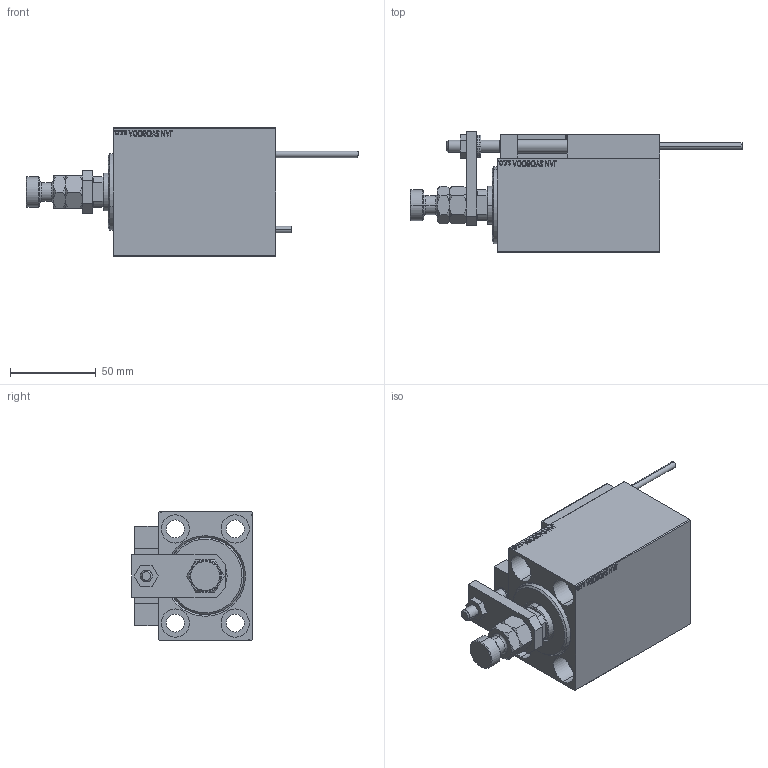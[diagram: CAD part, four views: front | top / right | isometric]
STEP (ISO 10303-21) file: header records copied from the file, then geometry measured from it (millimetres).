
FILE_DESCRIPTION (( 'STEP AP203' ), '1' );
FILE_NAME ('bf4e.STEP', '2022-04-16T23:14:08', ( '' ), ( '' ), 'SwSTEP 2.0', 'SolidWorks 2019', '' );
FILE_SCHEMA (( 'CONFIG_CONTROL_DESIGN' ));
Length unit declared in the file: millimetre
Products named in the file (16): ALLEN BOLT D8 6b8e5e2fd138c8e5a3081240e923d285; V450CM_VC_B 6b8e5e2fd138c8e5a3081240e923d285; SWITCH_X_FRONT_BACK 6b8e5e2fd138c8e5a3081240e923d285; ALLEN BOLT D5 6b8e5e2fd138c8e5a3081240e923d285; KONCOVKA 6b8e5e2fd138c8e5a3081240e923d285; Block 6b8e5e2fd138c8e5a3081240e923d285; V450CM_C_VCP 6b8e5e2fd138c8e5a3081240e923d285; MAGNET 6b8e5e2fd138c8e5a3081240e923d285; SWITCH DIM B,W 6b8e5e2fd138c8e5a3081240e923d285; X_Y_MFA 6b8e5e2fd138c8e5a3081240e923d285; NUT_D12 6b8e5e2fd138c8e5a3081240e923d285; ZARAZKA 6b8e5e2fd138c8e5a3081240e923d285; TYC_L79 6b8e5e2fd138c8e5a3081240e923d285; bf4e; V450CM_C_Body 6b8e5e2fd138c8e5a3081240e923d285; SWITCH X 6b8e5e2fd138c8e5a3081240e923d285
Assembly tree (25 placements, depth 3):
  bf4e
    V450CM_C_Body 6b8e5e2fd138c8e5a3081240e923d285
    SWITCH X 6b8e5e2fd138c8e5a3081240e923d285
      SWITCH_X_FRONT_BACK 6b8e5e2fd138c8e5a3081240e923d285  x2
      TYC_L79 6b8e5e2fd138c8e5a3081240e923d285
      Block 6b8e5e2fd138c8e5a3081240e923d285  x2
      ALLEN BOLT D5 6b8e5e2fd138c8e5a3081240e923d285  x4
      ALLEN BOLT D8 6b8e5e2fd138c8e5a3081240e923d285  x4
      MAGNET 6b8e5e2fd138c8e5a3081240e923d285  x2
      KONCOVKA 6b8e5e2fd138c8e5a3081240e923d285  x2
    NUT_D12 6b8e5e2fd138c8e5a3081240e923d285
    SWITCH DIM B,W 6b8e5e2fd138c8e5a3081240e923d285
    ZARAZKA 6b8e5e2fd138c8e5a3081240e923d285
    V450CM_C_VCP 6b8e5e2fd138c8e5a3081240e923d285
    V450CM_VC_B 6b8e5e2fd138c8e5a3081240e923d285
    X_Y_MFA 6b8e5e2fd138c8e5a3081240e923d285
Bounding box: 194 x 70.5 x 75 mm (x, y, z)
Volume: 389653.8 mm3; surface area: 95703.6 mm2
Topology: 24 solids, 24 shells, 1330 faces, 3170 edges, 2017 vertices
Faces by surface type: plane 576, bspline 380, cylinder 188, cone 134, torus 48, sphere 4
Entity records: 51768 total; most frequent: CARTESIAN_POINT 26435, ORIENTED_EDGE 5360, DIRECTION 3656, EDGE_CURVE 2680, VERTEX_POINT 1741, VECTOR 1500, LINE 1500, EDGE_LOOP 1241
